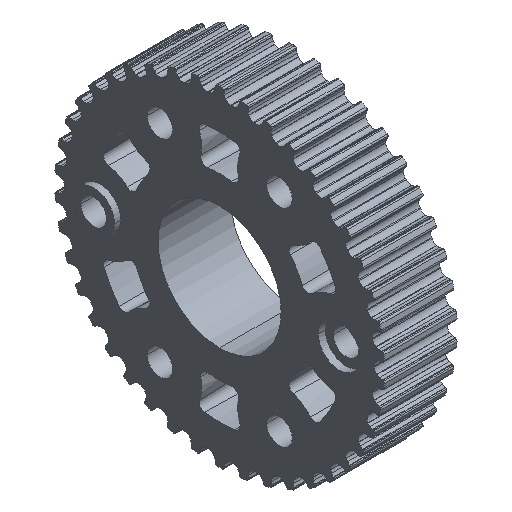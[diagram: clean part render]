
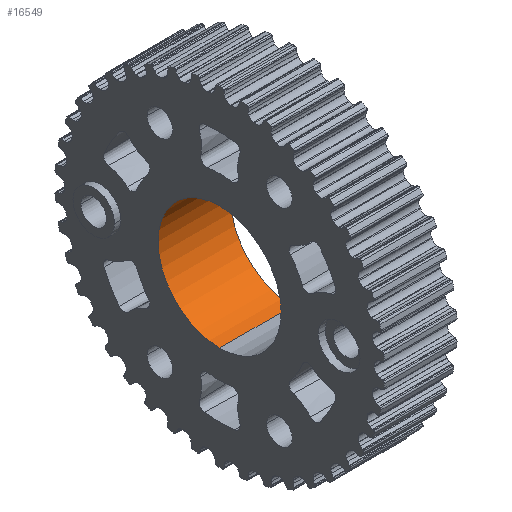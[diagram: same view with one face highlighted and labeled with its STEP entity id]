
A CAD part, isometric view. The second image highlights one B-rep face of the part: STEP entity #16549.
In plain terms, the highlighted cylindrical face has radius 12.255 mm (diameter 24.511 mm), a partial arc.
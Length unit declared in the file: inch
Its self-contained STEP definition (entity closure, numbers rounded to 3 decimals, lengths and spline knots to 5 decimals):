
#603 = AXIS2_PLACEMENT_3D ( 'NONE', #19993, #20000, #20001 ) ;
#1890 = ORIENTED_EDGE ( 'NONE', *, *, #26853, .T. ) ;
#1891 = ORIENTED_EDGE ( 'NONE', *, *, #24345, .T. ) ;
#1892 = ORIENTED_EDGE ( 'NONE', *, *, #11313, .T. ) ;
#1893 = ORIENTED_EDGE ( 'NONE', *, *, #24352, .F. ) ;
#5735 = DIRECTION ( 'NONE',  ( 0., 0., -1. ) ) ;
#5737 = DIRECTION ( 'NONE',  ( 1., 0., 0. ) ) ;
#5738 = CARTESIAN_POINT ( 'NONE',  ( -0.2925, 0., 0. ) ) ;
#5897 = VERTEX_POINT ( 'NONE', #12280 ) ;
#5931 = VERTEX_POINT ( 'NONE', #12314 ) ;
#5934 = VERTEX_POINT ( 'NONE', #12317 ) ;
#7915 = CIRCLE ( 'NONE', #23777, 0.4825 ) ;
#11313 = EDGE_CURVE ( 'NONE', #5897, #5934, #7915, .T. ) ;
#12280 = CARTESIAN_POINT ( 'NONE',  ( -0.2425, 0., 0.4825 ) ) ;
#12314 = CARTESIAN_POINT ( 'NONE',  ( 0.328, 0., -0.4825 ) ) ;
#12317 = CARTESIAN_POINT ( 'NONE',  ( -0.2425, 0., -0.4825 ) ) ;
#15867 = FACE_OUTER_BOUND ( 'NONE', #22308, .T. ) ;
#16212 = CYLINDRICAL_SURFACE ( 'NONE', #20639, 0.4825 ) ;
#16549 = ADVANCED_FACE ( 'NONE', ( #15867 ), #16212, .F. ) ;
#18012 = LINE ( 'NONE', #19295, #18015 ) ;
#18015 = VECTOR ( 'NONE', #19296, 39.37008 ) ;
#18028 = LINE ( 'NONE', #19313, #18029 ) ;
#18029 = VECTOR ( 'NONE', #19314, 39.37008 ) ;
#18355 = CIRCLE ( 'NONE', #603, 0.4825 ) ;
#19295 = CARTESIAN_POINT ( 'NONE',  ( -0.2925, 0., -0.4825 ) ) ;
#19296 = DIRECTION ( 'NONE',  ( 1., 0., 0. ) ) ;
#19313 = CARTESIAN_POINT ( 'NONE',  ( -0.2925, 0., 0.4825 ) ) ;
#19314 = DIRECTION ( 'NONE',  ( 1., 0., 0. ) ) ;
#19473 = CARTESIAN_POINT ( 'NONE',  ( 0.328, 0., 0.4825 ) ) ;
#19993 = CARTESIAN_POINT ( 'NONE',  ( 0.328, 0., 0. ) ) ;
#20000 = DIRECTION ( 'NONE',  ( 1., 0., 0. ) ) ;
#20001 = DIRECTION ( 'NONE',  ( 0., 0., -1. ) ) ;
#20639 = AXIS2_PLACEMENT_3D ( 'NONE', #5738, #5737, #5735 ) ;
#22308 = EDGE_LOOP ( 'NONE', ( #1893, #1892, #1891, #1890 ) ) ;
#23777 = AXIS2_PLACEMENT_3D ( 'NONE', #24914, #24915, #24916 ) ;
#24345 = EDGE_CURVE ( 'NONE', #5934, #5931, #18012, .T. ) ;
#24352 = EDGE_CURVE ( 'NONE', #5897, #24728, #18028, .T. ) ;
#24728 = VERTEX_POINT ( 'NONE', #19473 ) ;
#24914 = CARTESIAN_POINT ( 'NONE',  ( -0.2425, 0., 0. ) ) ;
#24915 = DIRECTION ( 'NONE',  ( -1., 0., 0. ) ) ;
#24916 = DIRECTION ( 'NONE',  ( 0., -1., 0. ) ) ;
#26853 = EDGE_CURVE ( 'NONE', #5931, #24728, #18355, .T. ) ;
